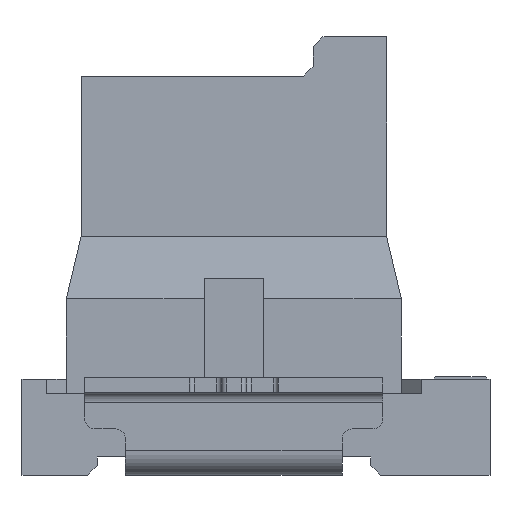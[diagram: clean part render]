
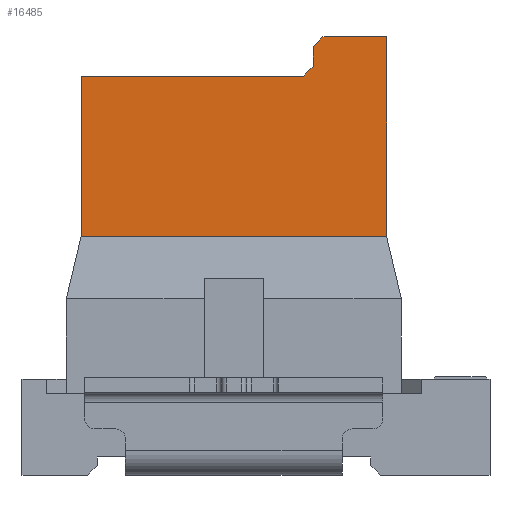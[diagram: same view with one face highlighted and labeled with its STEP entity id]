
A CAD part, left-side view. The second image highlights one B-rep face of the part: STEP entity #16485.
In plain terms, the highlighted planar face has unit normal (-1, 0, 0).
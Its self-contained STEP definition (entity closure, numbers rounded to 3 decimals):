
#269=DIRECTION('',(0.,-1.,0.));
#270=VECTOR('',#269,6.2);
#271=CARTESIAN_POINT('',(-4.45,3.1,0.4));
#272=LINE('',#271,#270);
#1117=DIRECTION('',(0.,1.,0.));
#1118=VECTOR('',#1117,4.51);
#1119=CARTESIAN_POINT('',(-4.45,-1.41,3.65));
#1120=LINE('',#1119,#1118);
#4650=DIRECTION('',(0.,1.,0.));
#4651=VECTOR('',#4650,1.29);
#4652=CARTESIAN_POINT('',(-4.45,-3.1,4.45));
#4653=LINE('',#4652,#4651);
#4694=DIRECTION('',(0.,0.707,-0.707));
#4695=VECTOR('',#4694,0.283);
#4696=CARTESIAN_POINT('',(-4.45,-1.61,3.85));
#4697=LINE('',#4696,#4695);
#4718=DIRECTION('',(0.,0.,-1.));
#4719=VECTOR('',#4718,0.4);
#4720=CARTESIAN_POINT('',(-4.45,-1.61,4.25));
#4721=LINE('',#4720,#4719);
#4734=DIRECTION('',(0.,0.707,-0.707));
#4735=VECTOR('',#4734,0.283);
#4736=CARTESIAN_POINT('',(-4.45,-1.81,4.45));
#4737=LINE('',#4736,#4735);
#4758=DIRECTION('',(0.,0.,-1.));
#4759=VECTOR('',#4758,3.25);
#4760=CARTESIAN_POINT('',(-4.45,3.1,3.65));
#4761=LINE('',#4760,#4759);
#4762=DIRECTION('',(0.,0.,-1.));
#4763=VECTOR('',#4762,4.05);
#4764=CARTESIAN_POINT('',(-4.45,-3.1,4.45));
#4765=LINE('',#4764,#4763);
#8415=CARTESIAN_POINT('',(-4.45,-1.81,4.45));
#8416=CARTESIAN_POINT('',(-4.45,-1.61,4.25));
#8417=VERTEX_POINT('',#8415);
#8418=VERTEX_POINT('',#8416);
#8421=CARTESIAN_POINT('',(-4.45,-1.61,3.85));
#8422=VERTEX_POINT('',#8421);
#8425=CARTESIAN_POINT('',(-4.45,-1.41,3.65));
#8426=VERTEX_POINT('',#8425);
#8427=CARTESIAN_POINT('',(-4.45,3.1,3.65));
#8429=VERTEX_POINT('',#8427);
#8449=CARTESIAN_POINT('',(-4.45,3.1,0.4));
#8450=VERTEX_POINT('',#8449);
#8451=CARTESIAN_POINT('',(-4.45,-3.1,4.45));
#8452=CARTESIAN_POINT('',(-4.45,-3.1,0.4));
#8453=VERTEX_POINT('',#8451);
#8454=VERTEX_POINT('',#8452);
#16470=CARTESIAN_POINT('',(-4.45,3.4,4.45));
#16471=DIRECTION('',(1.,0.,0.));
#16472=DIRECTION('',(0.,0.,-1.));
#16473=AXIS2_PLACEMENT_3D('',#16470,#16471,#16472);
#16474=PLANE('',#16473);
#16475=ORIENTED_EDGE('',*,*,#16184,.F.);
#16476=ORIENTED_EDGE('',*,*,#11843,.F.);
#16477=ORIENTED_EDGE('',*,*,#16359,.F.);
#16478=ORIENTED_EDGE('',*,*,#16387,.F.);
#16479=ORIENTED_EDGE('',*,*,#16413,.F.);
#16480=ORIENTED_EDGE('',*,*,#16276,.F.);
#16481=ORIENTED_EDGE('',*,*,#11886,.T.);
#16482=ORIENTED_EDGE('',*,*,#10639,.F.);
#16483=EDGE_LOOP('',(#16475,#16476,#16477,#16478,#16479,#16480,#16481,#16482));
#16484=FACE_OUTER_BOUND('',#16483,.F.);
#16485=ADVANCED_FACE('',(#16484),#16474,.F.);
#10639=EDGE_CURVE('',#8450,#8454,#272,.T.);
#11843=EDGE_CURVE('',#8426,#8429,#1120,.T.);
#11886=EDGE_CURVE('',#8453,#8454,#4765,.T.);
#16184=EDGE_CURVE('',#8429,#8450,#4761,.T.);
#16276=EDGE_CURVE('',#8453,#8417,#4653,.T.);
#16359=EDGE_CURVE('',#8422,#8426,#4697,.T.);
#16387=EDGE_CURVE('',#8418,#8422,#4721,.T.);
#16413=EDGE_CURVE('',#8417,#8418,#4737,.T.);
